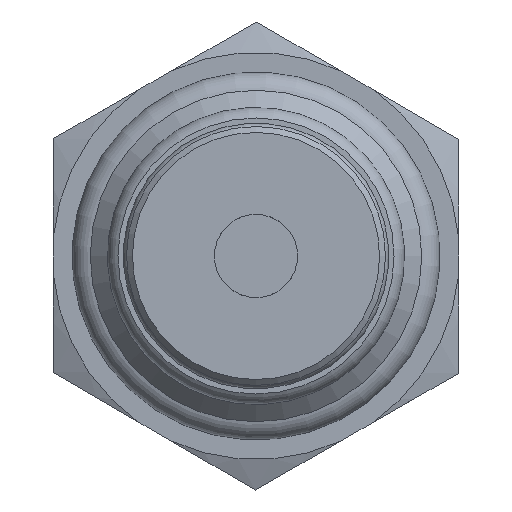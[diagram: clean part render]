
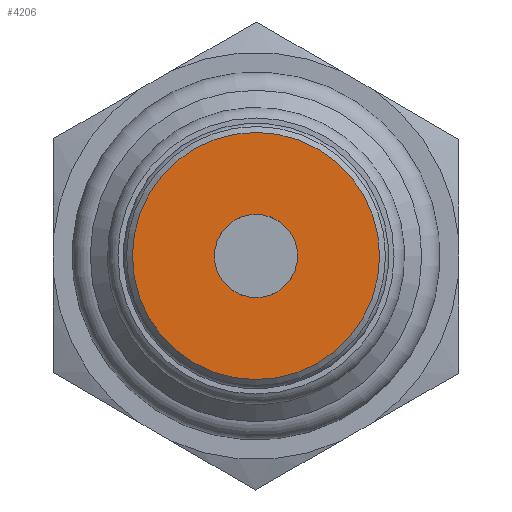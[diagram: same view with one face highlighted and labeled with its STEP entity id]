
A CAD part, left-side view. The second image highlights one B-rep face of the part: STEP entity #4206.
In plain terms, the highlighted planar face has unit normal (-1, 0, 0).
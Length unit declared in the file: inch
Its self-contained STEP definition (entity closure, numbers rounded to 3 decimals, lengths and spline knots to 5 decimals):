
#4144=CARTESIAN_POINT('',(-1.5,0.,0.2095));
#4145=VERTEX_POINT('',#4144);
#4146=CARTESIAN_POINT('',(-1.5,0.,0.));
#4147=DIRECTION('',(1.0,0.0,0.0));
#4148=DIRECTION('',(0.0,0.0,-1.0));
#4149=AXIS2_PLACEMENT_3D('',#4146,#4147,#4148);
#4150=CIRCLE('',#4149,0.2095);
#4151=EDGE_CURVE('',#4145,#4145,#4150,.T.);
#4187=CARTESIAN_POINT('',(-1.5,0.,0.));
#4188=DIRECTION('',(1.0,0.0,0.0));
#4189=DIRECTION('',(0.0,0.0,-1.0));
#4190=AXIS2_PLACEMENT_3D('',#4187,#4188,#4189);
#4191=PLANE('',#4190);
#4192=ORIENTED_EDGE('',*,*,#4151,.F.);
#4193=EDGE_LOOP('',(#4192));
#4194=FACE_OUTER_BOUND('',#4193,.T.);
#4195=CARTESIAN_POINT('',(-1.5,0.,0.0705));
#4196=VERTEX_POINT('',#4195);
#4197=CARTESIAN_POINT('',(-1.5,0.,0.));
#4198=DIRECTION('',(1.0,0.0,0.0));
#4199=DIRECTION('',(0.0,0.0,-1.0));
#4200=AXIS2_PLACEMENT_3D('',#4197,#4198,#4199);
#4201=CIRCLE('',#4200,0.0705);
#4202=EDGE_CURVE('',#4196,#4196,#4201,.T.);
#4203=ORIENTED_EDGE('',*,*,#4202,.T.);
#4204=EDGE_LOOP('',(#4203));
#4205=FACE_BOUND('',#4204,.T.);
#4206=ADVANCED_FACE('',(#4194,#4205),#4191,.F.);
